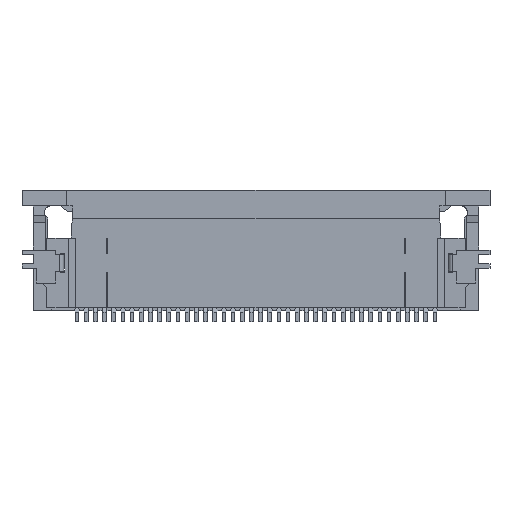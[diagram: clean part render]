
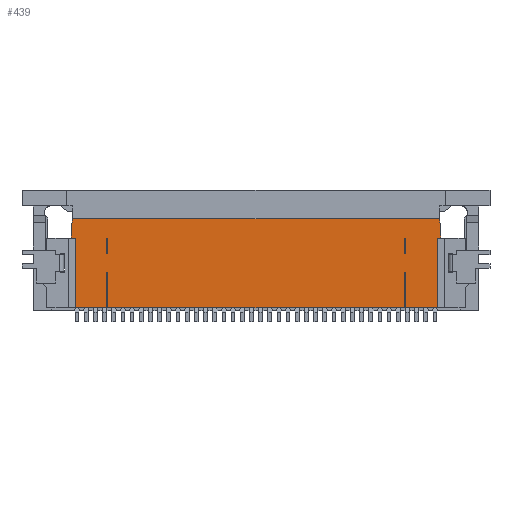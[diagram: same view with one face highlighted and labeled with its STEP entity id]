
A CAD part, front view. The second image highlights one B-rep face of the part: STEP entity #439.
In plain terms, the highlighted planar face has unit normal (0, -1, 0).
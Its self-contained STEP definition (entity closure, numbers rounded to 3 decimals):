
#439=ADVANCED_FACE('',(#2484,#2485,#2486),#2487,.T.);
#2484=FACE_OUTER_BOUND('',#6036,.T.);
#2485=FACE_BOUND('',#6037,.T.);
#2486=FACE_BOUND('',#6038,.T.);
#2487=PLANE('',#6039);
#6036=EDGE_LOOP('',(#11015,#11016,#11017,#11018,#11019,#11020,#11021,#11022,#11023,#11024,#11025,#11026,#11027,#11028,#11029,#11030,#11031,#11032));
#6037=EDGE_LOOP('',(#11033,#11034,#11035,#11036));
#6038=EDGE_LOOP('',(#11037,#11038,#11039,#11040));
#6039=AXIS2_PLACEMENT_3D('',#11041,#11042,#11043);
#11015=ORIENTED_EDGE('',*,*,#26448,.F.);
#11016=ORIENTED_EDGE('',*,*,#26449,.F.);
#11017=ORIENTED_EDGE('',*,*,#26450,.T.);
#11018=ORIENTED_EDGE('',*,*,#26451,.T.);
#11019=ORIENTED_EDGE('',*,*,#26452,.F.);
#11020=ORIENTED_EDGE('',*,*,#26453,.F.);
#11021=ORIENTED_EDGE('',*,*,#26454,.T.);
#11022=ORIENTED_EDGE('',*,*,#26455,.T.);
#11023=ORIENTED_EDGE('',*,*,#26456,.T.);
#11024=ORIENTED_EDGE('',*,*,#26457,.T.);
#11025=ORIENTED_EDGE('',*,*,#26458,.T.);
#11026=ORIENTED_EDGE('',*,*,#26459,.F.);
#11027=ORIENTED_EDGE('',*,*,#26460,.F.);
#11028=ORIENTED_EDGE('',*,*,#26461,.F.);
#11029=ORIENTED_EDGE('',*,*,#26462,.T.);
#11030=ORIENTED_EDGE('',*,*,#26463,.T.);
#11031=ORIENTED_EDGE('',*,*,#26464,.T.);
#11032=ORIENTED_EDGE('',*,*,#26465,.T.);
#11033=ORIENTED_EDGE('',*,*,#26466,.F.);
#11034=ORIENTED_EDGE('',*,*,#26467,.F.);
#11035=ORIENTED_EDGE('',*,*,#26468,.F.);
#11036=ORIENTED_EDGE('',*,*,#26469,.F.);
#11037=ORIENTED_EDGE('',*,*,#26470,.F.);
#11038=ORIENTED_EDGE('',*,*,#26471,.F.);
#11039=ORIENTED_EDGE('',*,*,#26472,.F.);
#11040=ORIENTED_EDGE('',*,*,#26473,.F.);
#11041=CARTESIAN_POINT('',(0.0,0.06,3.95));
#11042=DIRECTION('',(0.0,-1.0,0.0));
#11043=DIRECTION('',(0.0,0.0,-1.0));
#26448=EDGE_CURVE('',#32928,#32929,#32930,.T.);
#26449=EDGE_CURVE('',#32931,#32928,#32932,.T.);
#26450=EDGE_CURVE('',#32931,#32933,#32934,.T.);
#26451=EDGE_CURVE('',#32933,#32935,#32936,.T.);
#26452=EDGE_CURVE('',#32937,#32935,#32938,.T.);
#26453=EDGE_CURVE('',#32939,#32937,#32940,.T.);
#26454=EDGE_CURVE('',#32939,#32941,#32942,.T.);
#26455=EDGE_CURVE('',#32941,#32943,#32944,.T.);
#26456=EDGE_CURVE('',#32943,#32945,#32946,.T.);
#26457=EDGE_CURVE('',#32945,#32947,#32948,.T.);
#26458=EDGE_CURVE('',#32947,#32949,#32950,.T.);
#26459=EDGE_CURVE('',#32951,#32949,#32952,.T.);
#26460=EDGE_CURVE('',#32953,#32951,#32954,.T.);
#26461=EDGE_CURVE('',#32955,#32953,#32956,.T.);
#26462=EDGE_CURVE('',#32955,#32957,#32958,.T.);
#26463=EDGE_CURVE('',#32957,#32959,#32960,.T.);
#26464=EDGE_CURVE('',#32959,#32961,#32962,.T.);
#26465=EDGE_CURVE('',#32961,#32929,#32963,.T.);
#26466=EDGE_CURVE('',#32964,#32965,#32966,.T.);
#26467=EDGE_CURVE('',#32967,#32964,#32968,.T.);
#26468=EDGE_CURVE('',#32969,#32967,#32970,.T.);
#26469=EDGE_CURVE('',#32965,#32969,#32971,.T.);
#26470=EDGE_CURVE('',#32972,#32973,#32974,.T.);
#26471=EDGE_CURVE('',#32975,#32972,#32976,.T.);
#26472=EDGE_CURVE('',#32977,#32975,#32978,.T.);
#26473=EDGE_CURVE('',#32973,#32977,#32979,.T.);
#32928=VERTEX_POINT('',#42765);
#32929=VERTEX_POINT('',#42766);
#32930=LINE('',#42767,#42768);
#32931=VERTEX_POINT('',#42769);
#32932=LINE('',#42770,#42771);
#32933=VERTEX_POINT('',#42772);
#32934=LINE('',#42773,#42774);
#32935=VERTEX_POINT('',#42775);
#32936=LINE('',#42776,#42777);
#32937=VERTEX_POINT('',#42778);
#32938=LINE('',#42779,#42780);
#32939=VERTEX_POINT('',#42781);
#32940=LINE('',#42782,#42783);
#32941=VERTEX_POINT('',#42784);
#32942=LINE('',#42785,#42786);
#32943=VERTEX_POINT('',#42787);
#32944=LINE('',#42788,#42789);
#32945=VERTEX_POINT('',#42790);
#32946=LINE('',#42791,#42792);
#32947=VERTEX_POINT('',#42793);
#32948=LINE('',#42794,#42795);
#32949=VERTEX_POINT('',#42796);
#32950=LINE('',#42797,#42798);
#32951=VERTEX_POINT('',#42799);
#32952=LINE('',#42800,#42801);
#32953=VERTEX_POINT('',#42802);
#32954=LINE('',#42803,#42804);
#32955=VERTEX_POINT('',#42805);
#32956=LINE('',#42806,#42807);
#32957=VERTEX_POINT('',#42808);
#32958=LINE('',#42809,#42810);
#32959=VERTEX_POINT('',#42811);
#32960=LINE('',#42812,#42813);
#32961=VERTEX_POINT('',#42814);
#32962=LINE('',#42815,#42816);
#32963=LINE('',#42817,#42818);
#32964=VERTEX_POINT('',#42819);
#32965=VERTEX_POINT('',#42820);
#32966=LINE('',#42821,#42822);
#32967=VERTEX_POINT('',#42823);
#32968=LINE('',#42824,#42825);
#32969=VERTEX_POINT('',#42826);
#32970=LINE('',#42827,#42828);
#32971=LINE('',#42829,#42830);
#32972=VERTEX_POINT('',#42831);
#32973=VERTEX_POINT('',#42832);
#32974=LINE('',#42833,#42834);
#32975=VERTEX_POINT('',#42835);
#32976=LINE('',#42836,#42837);
#32977=VERTEX_POINT('',#42838);
#32978=LINE('',#42839,#42840);
#32979=LINE('',#42841,#42842);
#42765=CARTESIAN_POINT('',(-8.075,0.06,2.1));
#42766=CARTESIAN_POINT('',(-8.125,0.06,2.1));
#42767=CARTESIAN_POINT('',(-8.075,0.06,2.1));
#42768=VECTOR('',#55467,0.05);
#42769=CARTESIAN_POINT('',(-8.075,0.06,0.15));
#42770=CARTESIAN_POINT('',(-8.075,0.06,0.15));
#42771=VECTOR('',#55468,1.95);
#42772=CARTESIAN_POINT('',(8.075,0.06,0.15));
#42773=CARTESIAN_POINT('',(-8.075,0.06,0.15));
#42774=VECTOR('',#55469,16.15);
#42775=CARTESIAN_POINT('',(8.075,0.06,2.1));
#42776=CARTESIAN_POINT('',(8.075,0.06,0.15));
#42777=VECTOR('',#55470,1.95);
#42778=CARTESIAN_POINT('',(8.125,0.06,2.1));
#42779=CARTESIAN_POINT('',(8.125,0.06,2.1));
#42780=VECTOR('',#55471,0.05);
#42781=CARTESIAN_POINT('',(8.125,0.06,0.15));
#42782=CARTESIAN_POINT('',(8.125,0.06,0.15));
#42783=VECTOR('',#55472,1.95);
#42784=CARTESIAN_POINT('',(9.875,0.06,0.15));
#42785=CARTESIAN_POINT('',(8.125,0.06,0.15));
#42786=VECTOR('',#55473,1.75);
#42787=CARTESIAN_POINT('',(9.875,0.06,3.95));
#42788=CARTESIAN_POINT('',(9.875,0.06,0.15));
#42789=VECTOR('',#55474,3.8);
#42790=CARTESIAN_POINT('',(10.075,0.06,3.95));
#42791=CARTESIAN_POINT('',(9.875,0.06,3.95));
#42792=VECTOR('',#55475,0.2);
#42793=CARTESIAN_POINT('',(10.075,0.06,4.65));
#42794=CARTESIAN_POINT('',(10.075,0.06,3.95));
#42795=VECTOR('',#55476,0.7);
#42796=CARTESIAN_POINT('',(9.975,0.06,5.0));
#42797=CARTESIAN_POINT('',(10.075,0.06,4.65));
#42798=VECTOR('',#55477,0.364);
#42799=CARTESIAN_POINT('',(-9.975,0.06,5.0));
#42800=CARTESIAN_POINT('',(-9.975,0.06,5.0));
#42801=VECTOR('',#55478,19.95);
#42802=CARTESIAN_POINT('',(-10.075,0.06,4.65));
#42803=CARTESIAN_POINT('',(-10.075,0.06,4.65));
#42804=VECTOR('',#55479,0.364);
#42805=CARTESIAN_POINT('',(-10.075,0.06,3.95));
#42806=CARTESIAN_POINT('',(-10.075,0.06,3.95));
#42807=VECTOR('',#55480,0.7);
#42808=CARTESIAN_POINT('',(-9.825,0.06,3.95));
#42809=CARTESIAN_POINT('',(-10.075,0.06,3.95));
#42810=VECTOR('',#55481,0.25);
#42811=CARTESIAN_POINT('',(-9.825,0.06,0.15));
#42812=CARTESIAN_POINT('',(-9.825,0.06,3.95));
#42813=VECTOR('',#55482,3.8);
#42814=CARTESIAN_POINT('',(-8.125,0.06,0.15));
#42815=CARTESIAN_POINT('',(-9.825,0.06,0.15));
#42816=VECTOR('',#55483,1.7);
#42817=CARTESIAN_POINT('',(-8.125,0.06,0.15));
#42818=VECTOR('',#55484,1.95);
#42819=CARTESIAN_POINT('',(-8.125,0.06,3.1));
#42820=CARTESIAN_POINT('',(-8.075,0.06,3.1));
#42821=CARTESIAN_POINT('',(-8.125,0.06,3.1));
#42822=VECTOR('',#55485,0.05);
#42823=CARTESIAN_POINT('',(-8.125,0.06,3.95));
#42824=CARTESIAN_POINT('',(-8.125,0.06,3.95));
#42825=VECTOR('',#55486,0.85);
#42826=CARTESIAN_POINT('',(-8.075,0.06,3.95));
#42827=CARTESIAN_POINT('',(-8.075,0.06,3.95));
#42828=VECTOR('',#55487,0.05);
#42829=CARTESIAN_POINT('',(-8.075,0.06,3.1));
#42830=VECTOR('',#55488,0.85);
#42831=CARTESIAN_POINT('',(8.075,0.06,3.1));
#42832=CARTESIAN_POINT('',(8.125,0.06,3.1));
#42833=CARTESIAN_POINT('',(8.075,0.06,3.1));
#42834=VECTOR('',#55489,0.05);
#42835=CARTESIAN_POINT('',(8.075,0.06,3.95));
#42836=CARTESIAN_POINT('',(8.075,0.06,3.95));
#42837=VECTOR('',#55490,0.85);
#42838=CARTESIAN_POINT('',(8.125,0.06,3.95));
#42839=CARTESIAN_POINT('',(8.125,0.06,3.95));
#42840=VECTOR('',#55491,0.05);
#42841=CARTESIAN_POINT('',(8.125,0.06,3.1));
#42842=VECTOR('',#55492,0.85);
#55467=DIRECTION('',(-1.0,0.0,0.0));
#55468=DIRECTION('',(0.0,0.0,1.0));
#55469=DIRECTION('',(1.0,0.0,0.0));
#55470=DIRECTION('',(0.0,0.0,1.0));
#55471=DIRECTION('',(-1.0,0.0,0.0));
#55472=DIRECTION('',(0.0,0.0,1.0));
#55473=DIRECTION('',(1.0,0.0,0.0));
#55474=DIRECTION('',(0.0,0.0,1.0));
#55475=DIRECTION('',(1.0,0.0,0.0));
#55476=DIRECTION('',(0.0,0.0,1.0));
#55477=DIRECTION('',(-0.275,0.0,0.962));
#55478=DIRECTION('',(1.0,0.0,0.0));
#55479=DIRECTION('',(0.275,0.0,0.962));
#55480=DIRECTION('',(0.0,0.0,1.0));
#55481=DIRECTION('',(1.0,0.0,0.0));
#55482=DIRECTION('',(0.0,0.0,-1.0));
#55483=DIRECTION('',(1.0,0.0,0.0));
#55484=DIRECTION('',(0.0,0.0,1.0));
#55485=DIRECTION('',(1.0,0.0,0.0));
#55486=DIRECTION('',(0.0,0.0,-1.0));
#55487=DIRECTION('',(-1.0,0.0,0.0));
#55488=DIRECTION('',(0.0,0.0,1.0));
#55489=DIRECTION('',(1.0,0.0,0.0));
#55490=DIRECTION('',(0.0,0.0,-1.0));
#55491=DIRECTION('',(-1.0,0.0,0.0));
#55492=DIRECTION('',(0.0,0.0,1.0));
